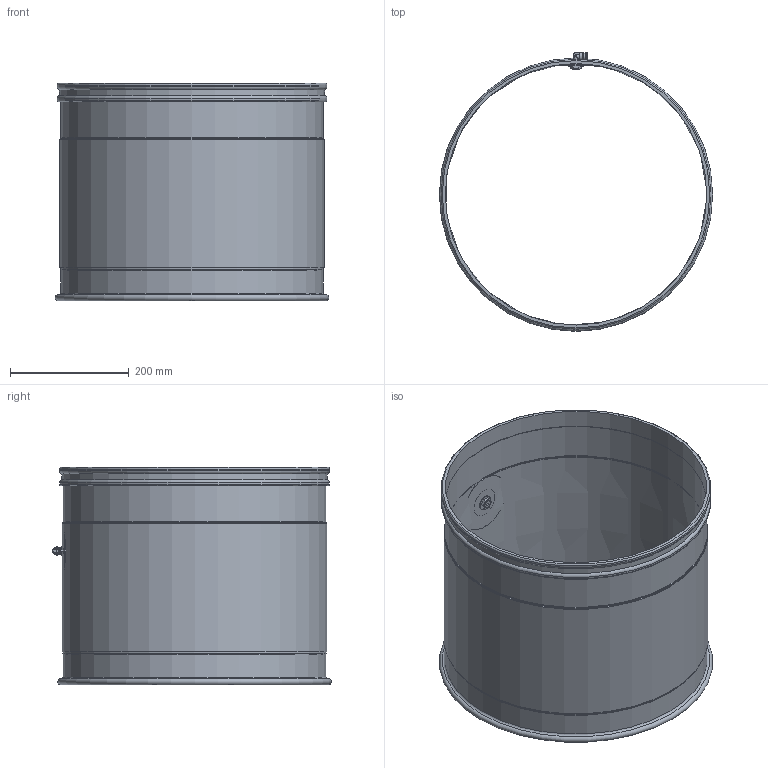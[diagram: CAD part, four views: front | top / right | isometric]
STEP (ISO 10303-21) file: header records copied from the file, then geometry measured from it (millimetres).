
FILE_DESCRIPTION(/* description */ (''),/* implementation_level */ '2;1');
FILE_NAME(/* name */ '6b485c7f-b26e-461e-a193-c96bd9c250de.stp',/* time_stamp */ '2021-07-15T02:39:55+00:00',/* author */ (''),/* organization */ (''),/* preprocessor_version */ 'ST-DEVELOPER v18.1',/* originating_system */ 'Autodesk Translation Framework v10.9.0.1377',/* authorisation */ '');
FILE_SCHEMA (('AUTOMOTIVE_DESIGN { 1 0 10303 214 3 1 1 }'));
Length unit declared in the file: millimetre
Products named in the file (4): 450 bulk bag loader; KQB2L08-02S_cMLMRa; KQB2L08-02S.step_KQB2 Male Elbow_08-02; M12 Washer
Assembly tree (4 placements, depth 3):
  450 bulk bag loader
    KQB2L08-02S_cMLMRa
      KQB2L08-02S.step_KQB2 Male Elbow_08-02
      M12 Washer  x2
Bounding box: 460 x 468.55 x 365.9 mm (x, y, z)
Volume: 1946818.4 mm3; surface area: 2790735.3 mm2
Topology: 10 solids, 10 shells, 118 faces, 242 edges, 149 vertices
Faces by surface type: plane 44, cylinder 35, torus 23, cone 14, sphere 2
Full cylindrical faces by diameter (mm): 4 x1, 8.1 x2, 11 x1, 12 x1, 13.4 x2, 13.5 x4, 25 x2, 50 x1, 100 x1, 440 x3, 440.692 x1, 442 x1, 442.538 x1, 445.538 x1, 454 x4
Entity records: 3265 total; most frequent: DIRECTION 596, CARTESIAN_POINT 594, ORIENTED_EDGE 472, AXIS2_PLACEMENT_3D 249, EDGE_CURVE 236, VERTEX_POINT 145, EDGE_LOOP 138, CIRCLE 127
